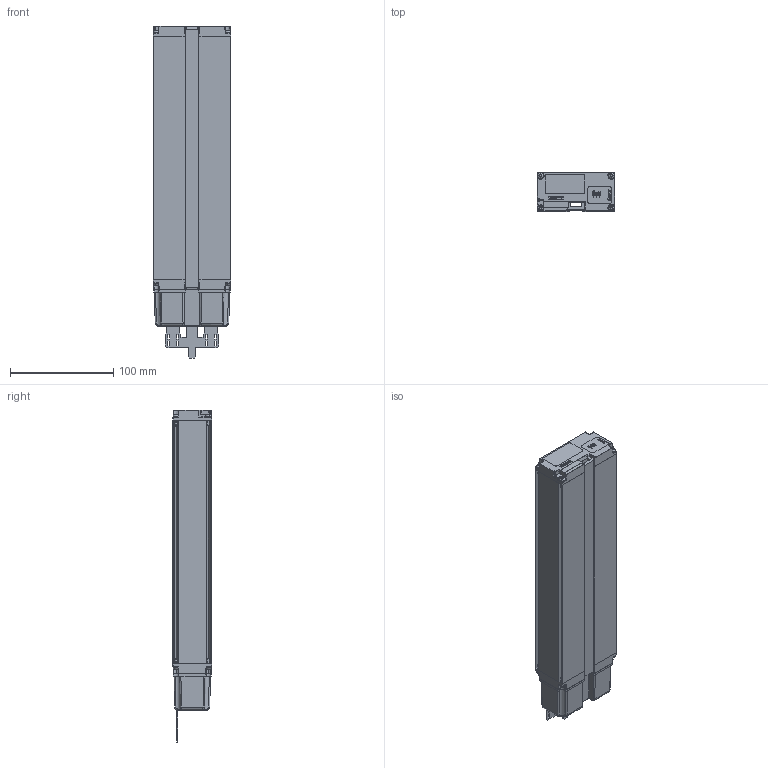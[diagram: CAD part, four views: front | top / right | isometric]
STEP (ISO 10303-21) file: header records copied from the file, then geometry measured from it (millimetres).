
FILE_DESCRIPTION (( 'STEP AP214' ), '1' );
FILE_NAME ('Z-103059_a.STEP', '2023-10-31T11:40:54', ( '' ), ( '' ), 'SwSTEP 2.0', 'SolidWorks 2023', '' );
FILE_SCHEMA (( 'AUTOMOTIVE_DESIGN' ));
Length unit declared in the file: millimetre
Products named in the file (5): Z-104600-1^Z-103059_a; Group4^Z-103059_a; Z-103059_a; Group1^Z-103059_a; Z-104038-1^Z-103059_a
Assembly tree (4 placements, depth 2):
  Z-103059_a
    Group1^Z-103059_a
    Group4^Z-103059_a
    Z-104038-1^Z-103059_a
    Z-104600-1^Z-103059_a
Bounding box: 75 x 38 x 322.05 mm (x, y, z)
Volume: 736176.2 mm3; surface area: 113628.6 mm2
Topology: 9 solids, 10 shells, 4062 faces, 11044 edges, 7029 vertices
Faces by surface type: plane 1989, cylinder 969, bspline 843, cone 132, torus 97, sphere 32
Entity records: 227223 total; most frequent: CARTESIAN_POINT 86806, ORIENTED_EDGE 21926, DIRECTION 17260, EDGE_CURVE 10963, VERTEX_POINT 7029, VECTOR 6804, LINE 6804, AXIS2_PLACEMENT_3D 5228
